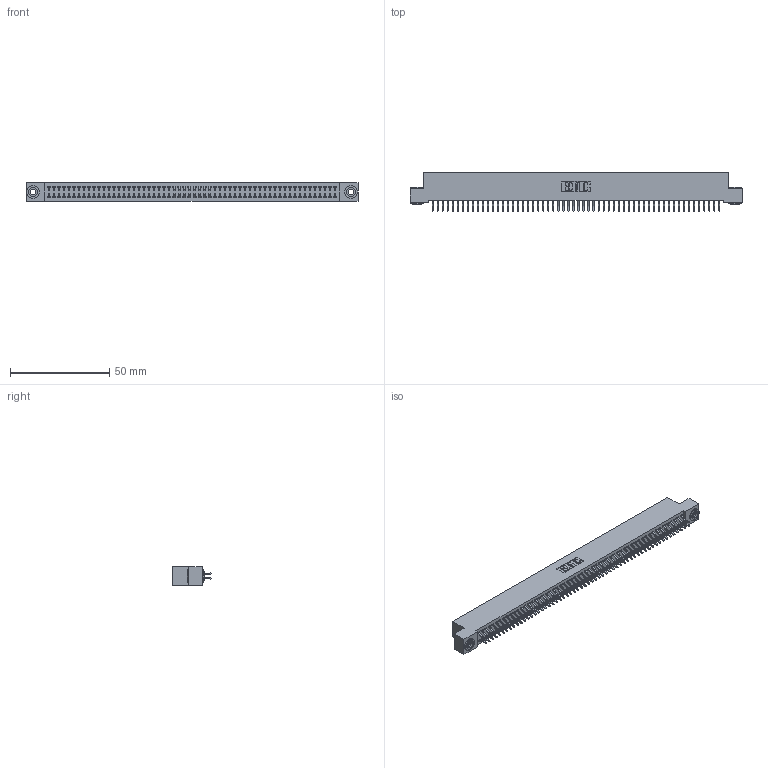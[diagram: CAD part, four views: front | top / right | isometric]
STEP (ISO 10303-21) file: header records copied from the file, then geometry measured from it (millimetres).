
FILE_DESCRIPTION (( 'STEP AP203' ), '1' );
FILE_NAME ('342-116-556-203.STEP', '2018-08-14T13:53:00', ( '' ), ( '' ), 'SwSTEP 2.0', 'SolidWorks 2016', '' );
FILE_SCHEMA (( 'CONFIG_CONTROL_DESIGN' ));
Length unit declared in the file: inch
Products named in the file (4): 342 Part_.156 TH; 345-292-001_556 Tail; 342-250-002_345-250-002-102; 342-116-556-203
Assembly tree (119 placements, depth 2):
  342-116-556-203
    342 Part_.156 TH
    345-292-001_556 Tail  x116
    342-250-002_345-250-002-102  x2
Bounding box: 167.64 x 19.58 x 9.4 mm (x, y, z)
Volume: 15158.1 mm3; surface area: 25169.3 mm2
Topology: 119 solids, 119 shells, 6876 faces, 20443 edges, 13470 vertices
Faces by surface type: plane 4716, cylinder 2152, cone 8
Entity records: 35982 total; most frequent: CARTESIAN_POINT 5933, ORIENTED_EDGE 5850, DIRECTION 5063, EDGE_CURVE 2925, VECTOR 2765, LINE 2765, VERTEX_POINT 1946, AXIS2_PLACEMENT_3D 1149
